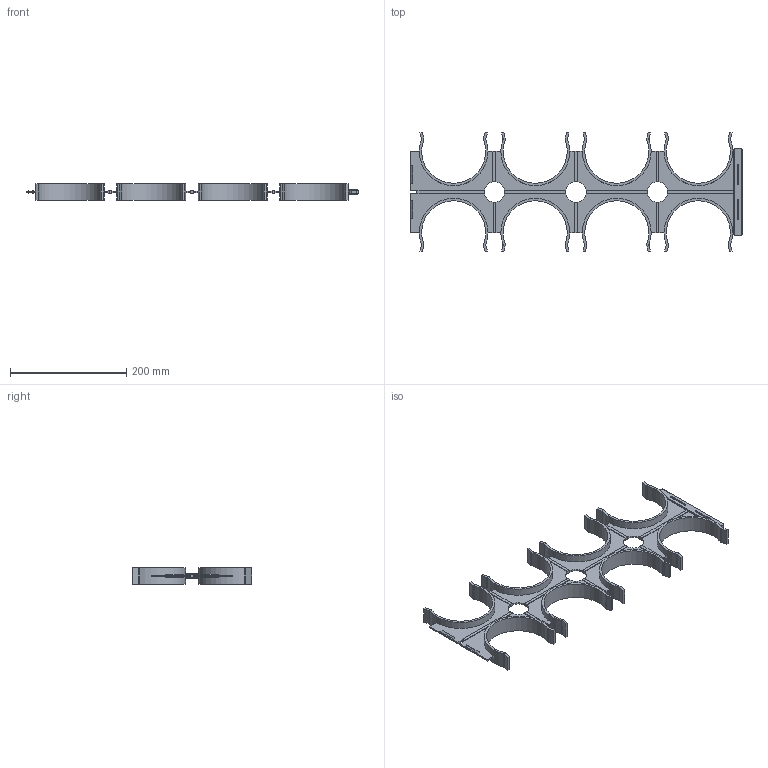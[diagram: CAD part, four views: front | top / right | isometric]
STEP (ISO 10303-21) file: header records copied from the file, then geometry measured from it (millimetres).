
FILE_DESCRIPTION (( 'STEP AP203' ), '1' );
FILE_NAME ('CTA12D-K110-K02 Êëàñòåð íà 8 ïîñòîâ äëÿ äâóñòåííîé òðóáû d110.STEP', '2016-06-20T13:39:43', ( '' ), ( '' ), 'SwSTEP 2.0', 'SolidWorks 2014', '' );
FILE_SCHEMA (( 'CONFIG_CONTROL_DESIGN' ));
Length unit declared in the file: millimetre
Products named in the file (1): CTA12D-K110-K02 Êëàñòåð íà 8 ïîñòîâ äëÿ äâóñòåííîé òðóáû d110
Bounding box: 570 x 205 x 28 mm (x, y, z)
Volume: 315244.5 mm3; surface area: 200147.4 mm2
Topology: 1 solids, 1 shells, 274 faces, 763 edges, 500 vertices
Faces by surface type: plane 195, cylinder 71, torus 8
Full cylindrical faces by diameter (mm): 35 x3
Entity records: 8857 total; most frequent: CARTESIAN_POINT 1535, ORIENTED_EDGE 1520, DIRECTION 1518, EDGE_CURVE 760, LINE 552, VECTOR 552, VERTEX_POINT 500, AXIS2_PLACEMENT_3D 483
